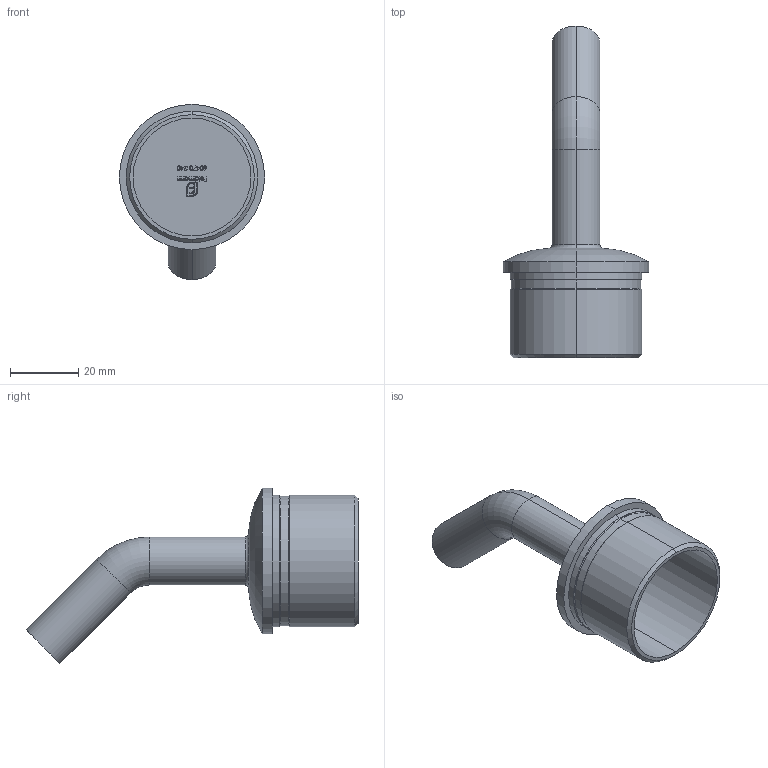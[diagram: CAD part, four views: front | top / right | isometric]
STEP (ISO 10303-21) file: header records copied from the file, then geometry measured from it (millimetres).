
FILE_DESCRIPTION (( 'STEP AP203' ), '1' );
FILE_NAME ('60481-240.step', '2021-05-11T10:52:52', ( '' ), ( '' ), 'SwSTEP 2.0', 'SolidWorks 2018', '' );
FILE_SCHEMA (( 'CONFIG_CONTROL_DESIGN' ));
Length unit declared in the file: millimetre
Products named in the file (2): 60481-240
Bounding box: 42.4 x 96.95 x 51.17 mm (x, y, z)
Volume: 23614.6 mm3; surface area: 12350.1 mm2
Topology: 1 solids, 1 shells, 296 faces, 769 edges, 505 vertices
Faces by surface type: plane 154, bspline 110, cylinder 16, cone 10, torus 6
Entity records: 14786 total; most frequent: CARTESIAN_POINT 8104, ORIENTED_EDGE 1534, DIRECTION 971, EDGE_CURVE 767, VERTEX_POINT 505, LINE 499, VECTOR 499, EDGE_LOOP 328
